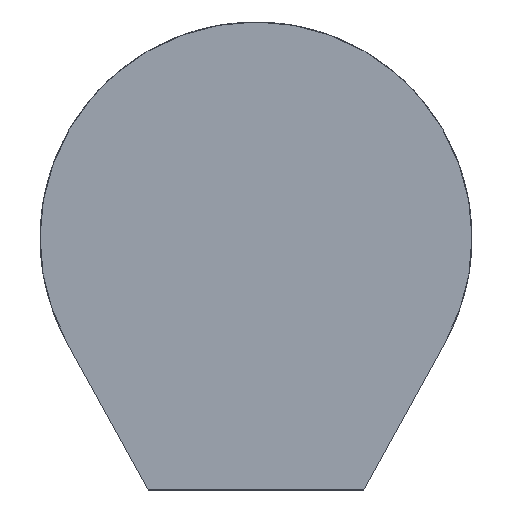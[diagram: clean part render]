
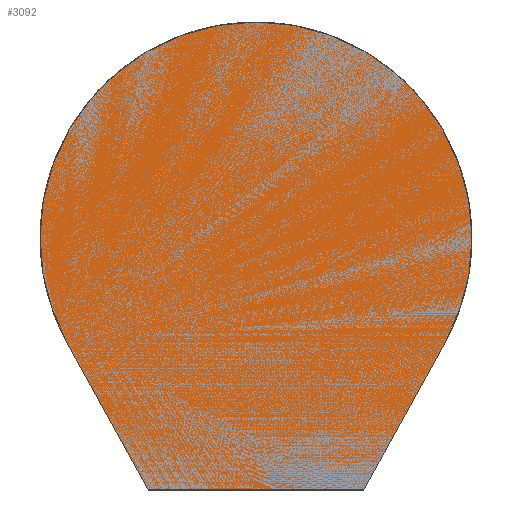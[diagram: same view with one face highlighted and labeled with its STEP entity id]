
A CAD part, top view. The second image highlights one B-rep face of the part: STEP entity #3092.
In plain terms, the highlighted planar face has unit normal (0, 0, 1).
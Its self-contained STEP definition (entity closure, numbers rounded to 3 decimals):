
#2904 = EDGE_CURVE('',#2905,#2907,#2909,.T.);
#2905 = VERTEX_POINT('',#2906);
#2906 = CARTESIAN_POINT('',(30.,0.,0.754));
#2907 = VERTEX_POINT('',#2908);
#2908 = CARTESIAN_POINT('',(-30.,0.,0.754));
#2909 = CIRCLE('',#2910,30.);
#2910 = AXIS2_PLACEMENT_3D('',#2911,#2912,#2913);
#2911 = CARTESIAN_POINT('',(0.,0.,0.754));
#2912 = DIRECTION('',(-0.,0.,1.));
#2913 = DIRECTION('',(1.,0.,0.));
#2946 = EDGE_CURVE('',#2907,#2947,#2949,.T.);
#2947 = VERTEX_POINT('',#2948);
#2948 = CARTESIAN_POINT('',(-26.293,-14.446,0.754));
#2949 = CIRCLE('',#2950,30.);
#2950 = AXIS2_PLACEMENT_3D('',#2951,#2952,#2953);
#2951 = CARTESIAN_POINT('',(0.,0.,0.754));
#2952 = DIRECTION('',(-0.,0.,1.));
#2953 = DIRECTION('',(1.,0.,0.));
#2990 = VERTEX_POINT('',#2991);
#2991 = CARTESIAN_POINT('',(26.293,-14.446,0.754));
#2997 = EDGE_CURVE('',#2998,#2990,#3000,.T.);
#2998 = VERTEX_POINT('',#2999);
#2999 = CARTESIAN_POINT('',(15.,-35.,0.754));
#3000 = LINE('',#3001,#3002);
#3001 = CARTESIAN_POINT('',(26.293,-14.446,0.754));
#3002 = VECTOR('',#3003,1.);
#3003 = DIRECTION('',(0.482,0.876,0.));
#3020 = EDGE_CURVE('',#2990,#2905,#3021,.T.);
#3021 = CIRCLE('',#3022,30.);
#3022 = AXIS2_PLACEMENT_3D('',#3023,#3024,#3025);
#3023 = CARTESIAN_POINT('',(0.,0.,0.754));
#3024 = DIRECTION('',(-0.,0.,1.));
#3025 = DIRECTION('',(1.,0.,0.));
#3052 = VERTEX_POINT('',#3053);
#3053 = CARTESIAN_POINT('',(-15.,-35.,0.754));
#3059 = EDGE_CURVE('',#3052,#2947,#3060,.T.);
#3060 = LINE('',#3061,#3062);
#3061 = CARTESIAN_POINT('',(-26.293,-14.446,0.754));
#3062 = VECTOR('',#3063,1.);
#3063 = DIRECTION('',(-0.482,0.876,0.));
#3081 = EDGE_CURVE('',#3052,#2998,#3082,.T.);
#3082 = LINE('',#3083,#3084);
#3083 = CARTESIAN_POINT('',(0.,-35.,0.754));
#3084 = VECTOR('',#3085,1.);
#3085 = DIRECTION('',(1.,0.,0.));
#3092 = ADVANCED_FACE('',(#3093),#3101,.T.);
#3093 = FACE_BOUND('',#3094,.T.);
#3094 = EDGE_LOOP('',(#3095,#3096,#3097,#3098,#3099,#3100));
#3095 = ORIENTED_EDGE('',*,*,#2997,.T.);
#3096 = ORIENTED_EDGE('',*,*,#3020,.T.);
#3097 = ORIENTED_EDGE('',*,*,#2904,.T.);
#3098 = ORIENTED_EDGE('',*,*,#2946,.T.);
#3099 = ORIENTED_EDGE('',*,*,#3059,.F.);
#3100 = ORIENTED_EDGE('',*,*,#3081,.T.);
#3101 = PLANE('',#3102);
#3102 = AXIS2_PLACEMENT_3D('',#3103,#3104,#3105);
#3103 = CARTESIAN_POINT('',(0.,0.,0.754));
#3104 = DIRECTION('',(-0.,0.,1.));
#3105 = DIRECTION('',(1.,0.,0.));
